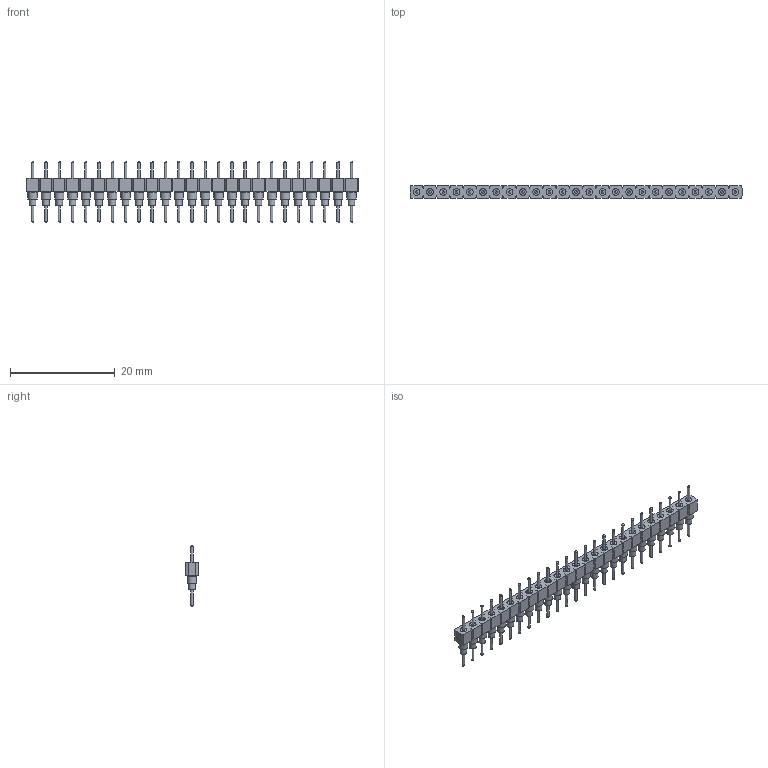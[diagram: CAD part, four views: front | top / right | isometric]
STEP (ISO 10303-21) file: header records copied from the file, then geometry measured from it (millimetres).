
FILE_DESCRIPTION(('FreeCAD Model'),'2;1');
FILE_NAME('Open CASCADE Shape Model','2025-01-12T11:52:29',(''),(''), 'Open CASCADE STEP processor 7.8','FreeCAD','Unknown');
FILE_SCHEMA(('AUTOMOTIVE_DESIGN { 1 0 10303 214 1 1 1 1 }'));
Length unit declared in the file: millimetre
Products named in the file (26): BBS-125-G-A_pins024; BBS-125-G-A_socket; BBS-125-G-A_pins; BBS-125-G-A_pins001; BBS-125-G-A_pins002; BBS-125-G-A_pins003; BBS-125-G-A_pins004; BBS-125-G-A_pins005; BBS-125-G-A_pins006; BBS-125-G-A_pins007; BBS-125-G-A_pins008; BBS-125-G-A_pins009; BBS-125-G-A_pins010; BBS-125-G-A_pins011; BBS-125-G-A_pins012; BBS-125-G-A_pins013; BBS-125-G-A_pins014; BBS-125-G-A_pins015; BBS-125-G-A_pins016; BBS-125-G-A_pins017; BBS-125-G-A_pins018; BBS-125-G-A_pins019; BBS-125-G-A_pins020; BBS-125-G-A_pins021; BBS-125-G-A_pins022; BBS-125-G-A_pins023
Bounding box: 63.5 x 2.44 x 11.68 mm (x, y, z)
Volume: 530 mm3; surface area: 1863 mm2
Topology: 26 solids, 26 shells, 454 faces, 1081 edges, 729 vertices
Faces by surface type: plane 254, cylinder 150, sphere 50
Full cylindrical faces by diameter (mm): 0.457 x50, 1.27 x75, 1.778 x25
Entity records: 13562 total; most frequent: CARTESIAN_POINT 2615, DIRECTION 2116, ORIENTED_EDGE 2062, EDGE_CURVE 1031, AXIS2_PLACEMENT_3D 830, VERTEX_POINT 729, FACE_BOUND 604, EDGE_LOOP 604
